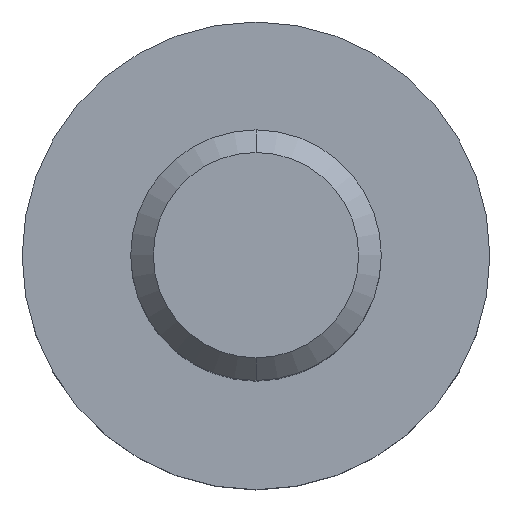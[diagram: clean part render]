
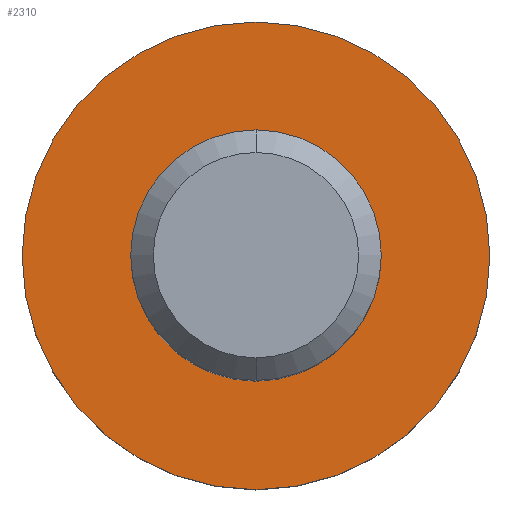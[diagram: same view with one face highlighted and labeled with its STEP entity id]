
A CAD part, top view. The second image highlights one B-rep face of the part: STEP entity #2310.
In plain terms, the highlighted planar face has unit normal (0, 0, 1).
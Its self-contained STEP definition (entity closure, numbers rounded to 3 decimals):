
#24 = VERTEX_POINT('',#25);
#25 = CARTESIAN_POINT('',(0.,2.8,0.));
#32 = CYLINDRICAL_SURFACE('',#33,2.8);
#33 = AXIS2_PLACEMENT_3D('',#34,#35,#36);
#34 = CARTESIAN_POINT('',(0.,0.,-0.771));
#35 = DIRECTION('',(0.,0.,-1.));
#36 = DIRECTION('',(0.,1.,0.));
#66 = CYLINDRICAL_SURFACE('',#67,2.8);
#67 = AXIS2_PLACEMENT_3D('',#68,#69,#70);
#68 = CARTESIAN_POINT('',(0.,0.,-0.771));
#69 = DIRECTION('',(0.,0.,-1.));
#70 = DIRECTION('',(0.,1.,0.));
#247 = VERTEX_POINT('',#248);
#248 = CARTESIAN_POINT('',(0.,-2.8,0.));
#267 = EDGE_CURVE('',#24,#247,#268,.T.);
#268 = SURFACE_CURVE('',#269,(#274,#280),.PCURVE_S1.);
#269 = CIRCLE('',#270,2.8);
#270 = AXIS2_PLACEMENT_3D('',#271,#272,#273);
#271 = CARTESIAN_POINT('',(0.,0.,0.));
#272 = DIRECTION('',(0.,-0.,1.));
#273 = DIRECTION('',(0.,1.,0.));
#274 = PCURVE('',#32,#275);
#275 = DEFINITIONAL_REPRESENTATION('',(#276),#279);
#276 = B_SPLINE_CURVE_WITH_KNOTS('',1,(#277,#278),.UNSPECIFIED.,.F.,.F.,
  (2,2),(0.,3.142),.PIECEWISE_BEZIER_KNOTS.);
#277 = CARTESIAN_POINT('',(6.283,-0.771));
#278 = CARTESIAN_POINT('',(3.142,-0.771));
#279 = ( GEOMETRIC_REPRESENTATION_CONTEXT(2) 
PARAMETRIC_REPRESENTATION_CONTEXT() REPRESENTATION_CONTEXT('2D SPACE',''
  ) );
#280 = PCURVE('',#281,#286);
#281 = PLANE('',#282);
#282 = AXIS2_PLACEMENT_3D('',#283,#284,#285);
#283 = CARTESIAN_POINT('',(0.,1.4,0.));
#284 = DIRECTION('',(0.,0.,1.));
#285 = DIRECTION('',(0.,1.,0.));
#286 = DEFINITIONAL_REPRESENTATION('',(#287),#291);
#287 = CIRCLE('',#288,2.8);
#288 = AXIS2_PLACEMENT_2D('',#289,#290);
#289 = CARTESIAN_POINT('',(-1.4,0.));
#290 = DIRECTION('',(1.,0.));
#291 = ( GEOMETRIC_REPRESENTATION_CONTEXT(2) 
PARAMETRIC_REPRESENTATION_CONTEXT() REPRESENTATION_CONTEXT('2D SPACE',''
  ) );
#909 = CYLINDRICAL_SURFACE('',#910,1.5);
#910 = AXIS2_PLACEMENT_3D('',#911,#912,#913);
#911 = CARTESIAN_POINT('',(0.,0.,1.865));
#912 = DIRECTION('',(0.,0.,-1.));
#913 = DIRECTION('',(0.,1.,0.));
#994 = VERTEX_POINT('',#995);
#995 = CARTESIAN_POINT('',(0.,1.5,0.));
#1031 = CYLINDRICAL_SURFACE('',#1032,1.5);
#1032 = AXIS2_PLACEMENT_3D('',#1033,#1034,#1035);
#1033 = CARTESIAN_POINT('',(0.,0.,1.865));
#1034 = DIRECTION('',(0.,0.,-1.));
#1035 = DIRECTION('',(0.,1.,0.));
#1065 = EDGE_CURVE('',#1066,#994,#1068,.T.);
#1066 = VERTEX_POINT('',#1067);
#1067 = CARTESIAN_POINT('',(0.,-1.5,0.)
  );
#1068 = SURFACE_CURVE('',#1069,(#1074,#1080),.PCURVE_S1.);
#1069 = CIRCLE('',#1070,1.5);
#1070 = AXIS2_PLACEMENT_3D('',#1071,#1072,#1073);
#1071 = CARTESIAN_POINT('',(0.,0.,0.));
#1072 = DIRECTION('',(0.,0.,-1.));
#1073 = DIRECTION('',(0.,1.,0.));
#1074 = PCURVE('',#909,#1075);
#1075 = DEFINITIONAL_REPRESENTATION('',(#1076),#1079);
#1076 = B_SPLINE_CURVE_WITH_KNOTS('',1,(#1077,#1078),.UNSPECIFIED.,.F.,
  .F.,(2,2),(3.142,6.283),.PIECEWISE_BEZIER_KNOTS.);
#1077 = CARTESIAN_POINT('',(3.142,1.865));
#1078 = CARTESIAN_POINT('',(6.283,1.865));
#1079 = ( GEOMETRIC_REPRESENTATION_CONTEXT(2) 
PARAMETRIC_REPRESENTATION_CONTEXT() REPRESENTATION_CONTEXT('2D SPACE',''
  ) );
#1080 = PCURVE('',#281,#1081);
#1081 = DEFINITIONAL_REPRESENTATION('',(#1082),#1090);
#1082 = ( BOUNDED_CURVE() B_SPLINE_CURVE(2,(#1083,#1084,#1085,#1086,
#1087,#1088,#1089),.UNSPECIFIED.,.F.,.F.) B_SPLINE_CURVE_WITH_KNOTS((1,2
    ,2,2,2,1),(-2.094,0.,2.094,4.189,
6.283,8.378),.UNSPECIFIED.) CURVE() 
GEOMETRIC_REPRESENTATION_ITEM() RATIONAL_B_SPLINE_CURVE((1.,0.5,1.,0.5,
1.,0.5,1.)) REPRESENTATION_ITEM('') );
#1083 = CARTESIAN_POINT('',(0.1,0.));
#1084 = CARTESIAN_POINT('',(0.1,-2.598));
#1085 = CARTESIAN_POINT('',(-2.15,-1.299));
#1086 = CARTESIAN_POINT('',(-4.4,0.));
#1087 = CARTESIAN_POINT('',(-2.15,1.299));
#1088 = CARTESIAN_POINT('',(0.1,2.598));
#1089 = CARTESIAN_POINT('',(0.1,0.));
#1090 = ( GEOMETRIC_REPRESENTATION_CONTEXT(2) 
PARAMETRIC_REPRESENTATION_CONTEXT() REPRESENTATION_CONTEXT('2D SPACE',''
  ) );
#2124 = EDGE_CURVE('',#994,#1066,#2125,.T.);
#2125 = SURFACE_CURVE('',#2126,(#2131,#2137),.PCURVE_S1.);
#2126 = CIRCLE('',#2127,1.5);
#2127 = AXIS2_PLACEMENT_3D('',#2128,#2129,#2130);
#2128 = CARTESIAN_POINT('',(0.,0.,0.));
#2129 = DIRECTION('',(0.,0.,-1.));
#2130 = DIRECTION('',(0.,1.,0.));
#2131 = PCURVE('',#1031,#2132);
#2132 = DEFINITIONAL_REPRESENTATION('',(#2133),#2136);
#2133 = B_SPLINE_CURVE_WITH_KNOTS('',1,(#2134,#2135),.UNSPECIFIED.,.F.,
  .F.,(2,2),(0.,3.142),.PIECEWISE_BEZIER_KNOTS.);
#2134 = CARTESIAN_POINT('',(0.,1.865));
#2135 = CARTESIAN_POINT('',(3.142,1.865));
#2136 = ( GEOMETRIC_REPRESENTATION_CONTEXT(2) 
PARAMETRIC_REPRESENTATION_CONTEXT() REPRESENTATION_CONTEXT('2D SPACE',''
  ) );
#2137 = PCURVE('',#281,#2138);
#2138 = DEFINITIONAL_REPRESENTATION('',(#2139),#2147);
#2139 = ( BOUNDED_CURVE() B_SPLINE_CURVE(2,(#2140,#2141,#2142,#2143,
#2144,#2145,#2146),.UNSPECIFIED.,.F.,.F.) B_SPLINE_CURVE_WITH_KNOTS((1,2
    ,2,2,2,1),(-2.094,0.,2.094,4.189,
6.283,8.378),.UNSPECIFIED.) CURVE() 
GEOMETRIC_REPRESENTATION_ITEM() RATIONAL_B_SPLINE_CURVE((1.,0.5,1.,0.5,
1.,0.5,1.)) REPRESENTATION_ITEM('') );
#2140 = CARTESIAN_POINT('',(0.1,0.));
#2141 = CARTESIAN_POINT('',(0.1,-2.598));
#2142 = CARTESIAN_POINT('',(-2.15,-1.299));
#2143 = CARTESIAN_POINT('',(-4.4,0.));
#2144 = CARTESIAN_POINT('',(-2.15,1.299));
#2145 = CARTESIAN_POINT('',(0.1,2.598));
#2146 = CARTESIAN_POINT('',(0.1,0.));
#2147 = ( GEOMETRIC_REPRESENTATION_CONTEXT(2) 
PARAMETRIC_REPRESENTATION_CONTEXT() REPRESENTATION_CONTEXT('2D SPACE',''
  ) );
#2287 = EDGE_CURVE('',#247,#24,#2288,.T.);
#2288 = SURFACE_CURVE('',#2289,(#2294,#2300),.PCURVE_S1.);
#2289 = CIRCLE('',#2290,2.8);
#2290 = AXIS2_PLACEMENT_3D('',#2291,#2292,#2293);
#2291 = CARTESIAN_POINT('',(0.,0.,0.));
#2292 = DIRECTION('',(0.,-0.,1.));
#2293 = DIRECTION('',(0.,1.,0.));
#2294 = PCURVE('',#66,#2295);
#2295 = DEFINITIONAL_REPRESENTATION('',(#2296),#2299);
#2296 = B_SPLINE_CURVE_WITH_KNOTS('',1,(#2297,#2298),.UNSPECIFIED.,.F.,
  .F.,(2,2),(3.142,6.283),.PIECEWISE_BEZIER_KNOTS.);
#2297 = CARTESIAN_POINT('',(3.142,-0.771));
#2298 = CARTESIAN_POINT('',(0.,-0.771));
#2299 = ( GEOMETRIC_REPRESENTATION_CONTEXT(2) 
PARAMETRIC_REPRESENTATION_CONTEXT() REPRESENTATION_CONTEXT('2D SPACE',''
  ) );
#2300 = PCURVE('',#281,#2301);
#2301 = DEFINITIONAL_REPRESENTATION('',(#2302),#2306);
#2302 = CIRCLE('',#2303,2.8);
#2303 = AXIS2_PLACEMENT_2D('',#2304,#2305);
#2304 = CARTESIAN_POINT('',(-1.4,0.));
#2305 = DIRECTION('',(1.,0.));
#2306 = ( GEOMETRIC_REPRESENTATION_CONTEXT(2) 
PARAMETRIC_REPRESENTATION_CONTEXT() REPRESENTATION_CONTEXT('2D SPACE',''
  ) );
#2310 = ADVANCED_FACE('',(#2311,#2315),#281,.T.);
#2311 = FACE_BOUND('',#2312,.T.);
#2312 = EDGE_LOOP('',(#2313,#2314));
#2313 = ORIENTED_EDGE('',*,*,#1065,.T.);
#2314 = ORIENTED_EDGE('',*,*,#2124,.T.);
#2315 = FACE_BOUND('',#2316,.T.);
#2316 = EDGE_LOOP('',(#2317,#2318));
#2317 = ORIENTED_EDGE('',*,*,#267,.T.);
#2318 = ORIENTED_EDGE('',*,*,#2287,.T.);
